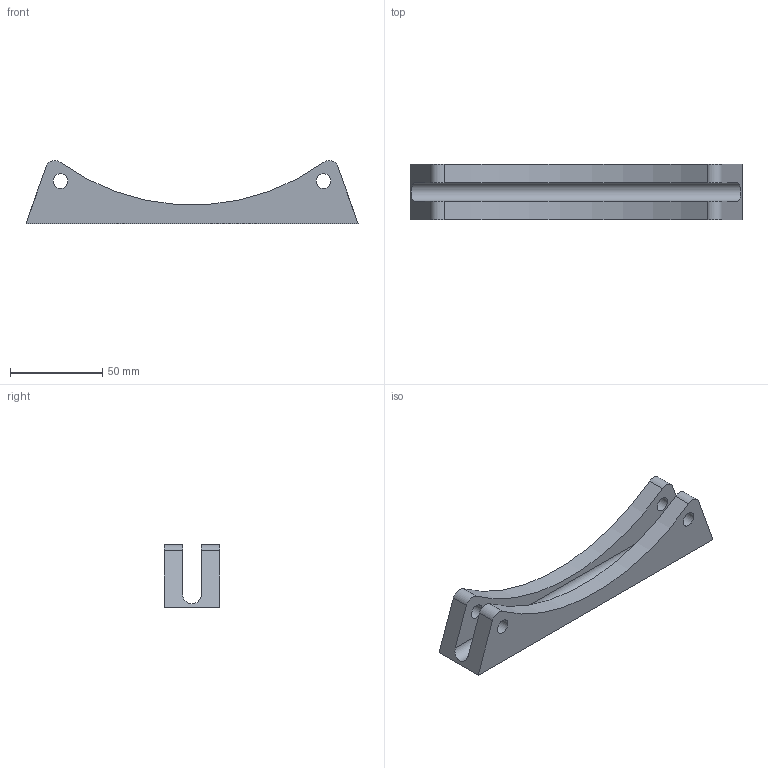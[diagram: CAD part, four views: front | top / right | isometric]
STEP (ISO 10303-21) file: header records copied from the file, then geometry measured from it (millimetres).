
FILE_DESCRIPTION(('FreeCAD Model'),'2;1');
FILE_NAME('spool_holder_foot.step', '2019-02-03T18:41:59',('Felix Morgner'),(''), 'Open CASCADE STEP processor 7.3','FreeCAD','Unknown');
FILE_SCHEMA(('AUTOMOTIVE_DESIGN { 1 0 10303 214 1 1 1 1 }'));
Length unit declared in the file: millimetre
Products named in the file (2): Spool_Holder_Foot; Foot
Assembly tree (1 placements, depth 2):
  Spool_Holder_Foot
    Foot
Bounding box: 180 x 30 x 34.21 mm (x, y, z)
Volume: 70290.5 mm3; surface area: 24466.3 mm2
Topology: 1 solids, 1 shells, 18 faces, 48 edges, 32 vertices
Faces by surface type: cylinder 11, plane 7
Full cylindrical faces by diameter (mm): 8 x4
Entity records: 1300 total; most frequent: CARTESIAN_POINT 268, DIRECTION 197, LINE 98, VECTOR 98, ORIENTED_EDGE 96, PCURVE 96, DEFINITIONAL_REPRESENTATION 96, EDGE_CURVE 48
